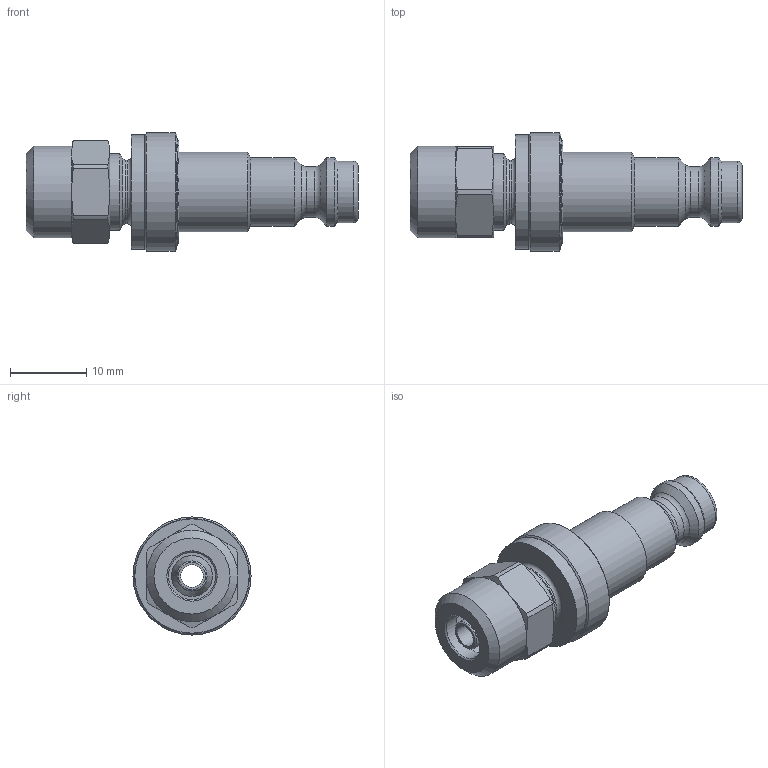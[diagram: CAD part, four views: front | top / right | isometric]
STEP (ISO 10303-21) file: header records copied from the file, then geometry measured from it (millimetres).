
FILE_DESCRIPTION((''),'2;1');
FILE_NAME('21sfko06mxx0.stp','2013-07-22T09:40:48',('AS035480'),(''),'Autodesk Inventor 2013','Autodesk Inventor 2013','');
FILE_SCHEMA(('AUTOMOTIVE_DESIGN { 1 0 10303 214 1 1 1 1 }'));
Length unit declared in the file: millimetre
Products named in the file (4): D107378; D107286; D102148; D103012
Assembly tree (3 placements, depth 2):
  D107378
    D107286
    D102148
    D103012
Bounding box: 43.58 x 15.5 x 15.5 mm (x, y, z)
Volume: 3146.5 mm3; surface area: 3498.6 mm2
Topology: 3 solids, 3 shells, 73 faces, 147 edges, 85 vertices
Faces by surface type: cylinder 26, cone 23, plane 17, torus 7
Full cylindrical faces by diameter (mm): 2.95 x1, 3.95 x1, 4.6 x1, 4.95 x1, 6.2 x1, 6.65 x1, 8.1 x1, 8.4 x1, 8.6 x1, 9 x2, 9.447 x1, 10 x1, 10.4 x1, 12 x1, 13.85 x1, 14 x1, 14.05 x1, 15 x1, 15.5 x1
Entity records: 1781 total; most frequent: DIRECTION 316, CARTESIAN_POINT 302, ORIENTED_EDGE 204, AXIS2_PLACEMENT_3D 152, EDGE_LOOP 128, EDGE_CURVE 102, VERTEX_POINT 84, FACE_OUTER_BOUND 73
